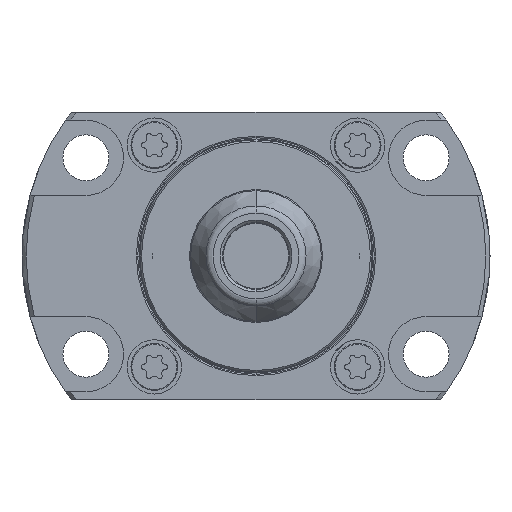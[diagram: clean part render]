
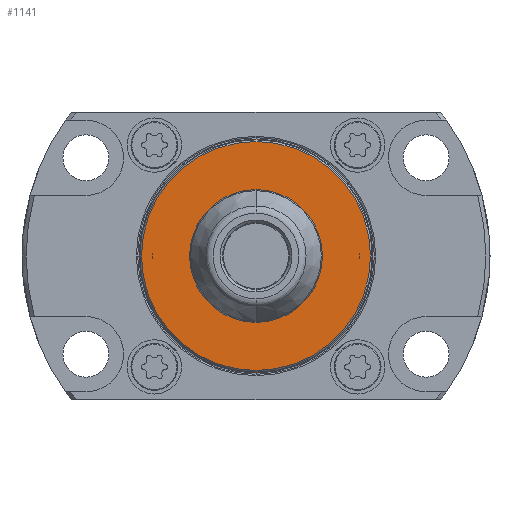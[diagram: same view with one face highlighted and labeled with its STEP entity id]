
A CAD part, left-side view. The second image highlights one B-rep face of the part: STEP entity #1141.
In plain terms, the highlighted planar face has unit normal (-1, 0, 0).
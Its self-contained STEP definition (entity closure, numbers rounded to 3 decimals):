
#609 = VERTEX_POINT ( 'NONE', #3800 ) ;
#1141 = ADVANCED_FACE ( 'NONE', ( #13188, #17119 ), #24834, .F. ) ;
#1657 = CARTESIAN_POINT ( 'NONE',  ( 12.8, 0., 0. ) ) ;
#3800 = CARTESIAN_POINT ( 'NONE',  ( 12.8, 0., 13.7 ) ) ;
#3851 = AXIS2_PLACEMENT_3D ( 'NONE', #7690, #15456, #4228 ) ;
#4164 = EDGE_CURVE ( 'NONE', #12632, #5465, #5074, .T. ) ;
#4228 = DIRECTION ( 'NONE',  ( 0., 0., -1. ) ) ;
#4901 = CARTESIAN_POINT ( 'NONE',  ( 12.8, 0., 0. ) ) ;
#5074 = CIRCLE ( 'NONE', #3851, 7. ) ;
#5454 = CARTESIAN_POINT ( 'NONE',  ( 12.8, 0., 0. ) ) ;
#5465 = VERTEX_POINT ( 'NONE', #9794 ) ;
#5539 = DIRECTION ( 'NONE',  ( 1., 0., 0. ) ) ;
#6117 = ORIENTED_EDGE ( 'NONE', *, *, #4164, .T. ) ;
#6528 = EDGE_CURVE ( 'NONE', #609, #13662, #15658, .T. ) ;
#6801 = EDGE_CURVE ( 'NONE', #13662, #609, #17652, .T. ) ;
#7115 = ORIENTED_EDGE ( 'NONE', *, *, #24976, .T. ) ;
#7690 = CARTESIAN_POINT ( 'NONE',  ( 12.8, 0., 0. ) ) ;
#8750 = ORIENTED_EDGE ( 'NONE', *, *, #6801, .T. ) ;
#9414 = EDGE_LOOP ( 'NONE', ( #7115, #6117 ) ) ;
#9499 = DIRECTION ( 'NONE',  ( 0., 0., -1. ) ) ;
#9794 = CARTESIAN_POINT ( 'NONE',  ( 12.8, 0., 7. ) ) ;
#10160 = AXIS2_PLACEMENT_3D ( 'NONE', #5454, #13231, #17030 ) ;
#10592 = DIRECTION ( 'NONE',  ( 0., 0., -1. ) ) ;
#12427 = CARTESIAN_POINT ( 'NONE',  ( 12.8, 0., -7. ) ) ;
#12632 = VERTEX_POINT ( 'NONE', #12427 ) ;
#13188 = FACE_BOUND ( 'NONE', #9414, .T. ) ;
#13231 = DIRECTION ( 'NONE',  ( 1., 0., 0. ) ) ;
#13662 = VERTEX_POINT ( 'NONE', #24478 ) ;
#14013 = AXIS2_PLACEMENT_3D ( 'NONE', #14516, #17833, #10592 ) ;
#14516 = CARTESIAN_POINT ( 'NONE',  ( 12.8, 0., 0. ) ) ;
#14596 = EDGE_LOOP ( 'NONE', ( #8750, #18070 ) ) ;
#15456 = DIRECTION ( 'NONE',  ( 1., 0., 0. ) ) ;
#15658 = CIRCLE ( 'NONE', #14013, 13.7 ) ;
#17030 = DIRECTION ( 'NONE',  ( 0., 0., -1. ) ) ;
#17119 = FACE_OUTER_BOUND ( 'NONE', #14596, .T. ) ;
#17652 = CIRCLE ( 'NONE', #22923, 13.7 ) ;
#17675 = DIRECTION ( 'NONE',  ( 0., 0., -1. ) ) ;
#17833 = DIRECTION ( 'NONE',  ( -1., 0., 0. ) ) ;
#18070 = ORIENTED_EDGE ( 'NONE', *, *, #6528, .T. ) ;
#19097 = CIRCLE ( 'NONE', #10160, 7. ) ;
#22923 = AXIS2_PLACEMENT_3D ( 'NONE', #1657, #23129, #17675 ) ;
#23129 = DIRECTION ( 'NONE',  ( -1., 0., 0. ) ) ;
#24071 = AXIS2_PLACEMENT_3D ( 'NONE', #4901, #5539, #9499 ) ;
#24478 = CARTESIAN_POINT ( 'NONE',  ( 12.8, 0., -13.7 ) ) ;
#24834 = PLANE ( 'NONE',  #24071 ) ;
#24976 = EDGE_CURVE ( 'NONE', #5465, #12632, #19097, .T. ) ;
